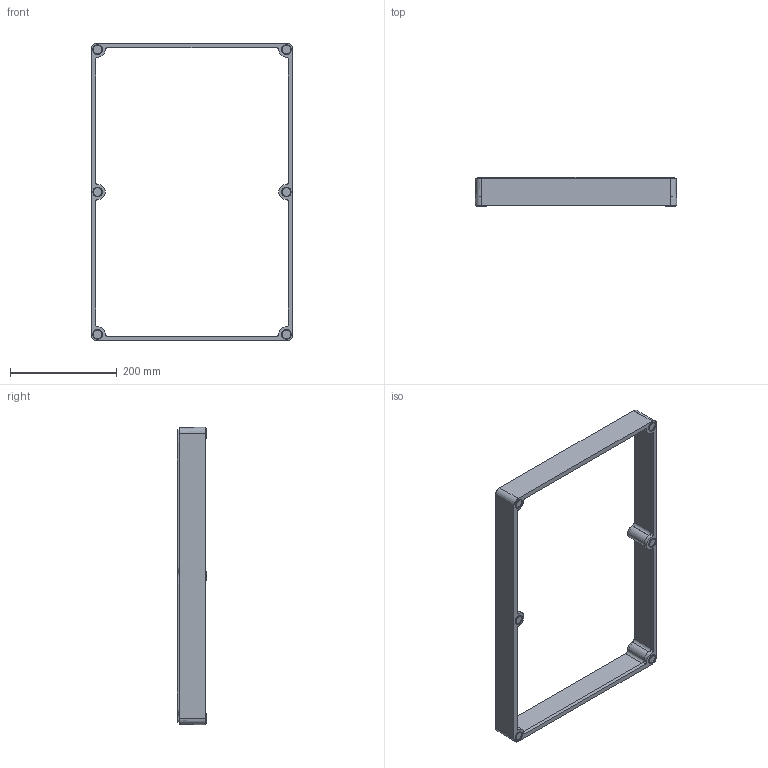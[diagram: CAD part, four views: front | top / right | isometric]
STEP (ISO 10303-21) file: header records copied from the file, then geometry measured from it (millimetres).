
FILE_DESCRIPTION (( 'STEP AP214' ), '1' );
FILE_NAME ('FIBOX_EKUZR_Extensionframe.STEP', '2015-10-23T06:03:12', ( '' ), ( '' ), 'SwSTEP 2.0', 'SolidWorks 2014', '' );
FILE_SCHEMA (( 'AUTOMOTIVE_DESIGN' ));
Length unit declared in the file: millimetre
Products named in the file (1): FIBOX_EKUZR_Extensionframe
Bounding box: 378 x 54.5 x 558 mm (x, y, z)
Volume: 613438.1 mm3; surface area: 241982.5 mm2
Topology: 1 solids, 1 shells, 168 faces, 438 edges, 286 vertices
Faces by surface type: cylinder 108, plane 44, cone 16
Entity records: 5304 total; most frequent: DIRECTION 1024, CARTESIAN_POINT 893, ORIENTED_EDGE 876, EDGE_CURVE 438, AXIS2_PLACEMENT_3D 417, VERTEX_POINT 286, CIRCLE 248, LINE 190
